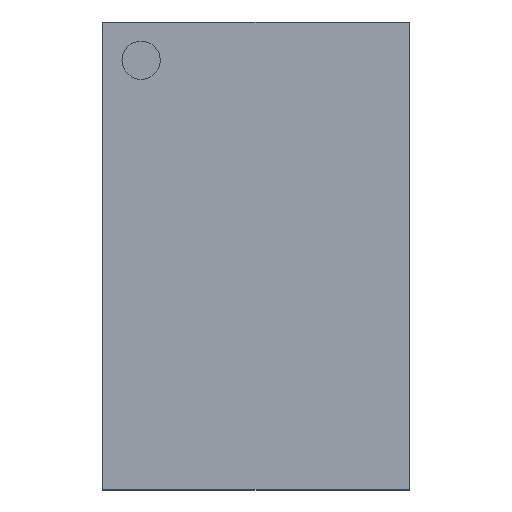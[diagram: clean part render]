
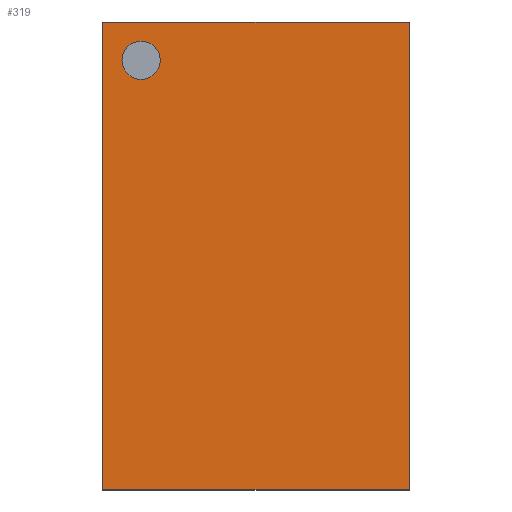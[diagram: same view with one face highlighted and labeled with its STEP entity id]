
A CAD part, top view. The second image highlights one B-rep face of the part: STEP entity #319.
In plain terms, the highlighted planar face has unit normal (0, 0, 1).
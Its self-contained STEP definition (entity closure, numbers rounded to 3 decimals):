
#130 = VERTEX_POINT('',#131);
#131 = CARTESIAN_POINT('',(-0.475,-0.725,0.625));
#138 = PLANE('',#139);
#139 = AXIS2_PLACEMENT_3D('',#140,#141,#142);
#140 = CARTESIAN_POINT('',(-0.475,-0.725,0.31));
#141 = DIRECTION('',(1.,0.,0.));
#142 = DIRECTION('',(0.,0.,1.));
#150 = PLANE('',#151);
#151 = AXIS2_PLACEMENT_3D('',#152,#153,#154);
#152 = CARTESIAN_POINT('',(-0.475,-0.725,0.31));
#153 = DIRECTION('',(0.,1.,0.));
#154 = DIRECTION('',(0.,0.,1.));
#191 = VERTEX_POINT('',#192);
#192 = CARTESIAN_POINT('',(-0.475,0.725,0.625));
#206 = PLANE('',#207);
#207 = AXIS2_PLACEMENT_3D('',#208,#209,#210);
#208 = CARTESIAN_POINT('',(-0.475,0.725,0.31));
#209 = DIRECTION('',(0.,1.,0.));
#210 = DIRECTION('',(0.,0.,1.));
#218 = EDGE_CURVE('',#130,#191,#219,.T.);
#219 = SURFACE_CURVE('',#220,(#224,#231),.PCURVE_S1.);
#220 = LINE('',#221,#222);
#221 = CARTESIAN_POINT('',(-0.475,-0.725,0.625));
#222 = VECTOR('',#223,1.);
#223 = DIRECTION('',(0.,1.,0.));
#224 = PCURVE('',#138,#225);
#225 = DEFINITIONAL_REPRESENTATION('',(#226),#230);
#226 = LINE('',#227,#228);
#227 = CARTESIAN_POINT('',(0.315,0.));
#228 = VECTOR('',#229,1.);
#229 = DIRECTION('',(0.,-1.));
#230 = ( GEOMETRIC_REPRESENTATION_CONTEXT(2) 
PARAMETRIC_REPRESENTATION_CONTEXT() REPRESENTATION_CONTEXT('2D SPACE',''
  ) );
#231 = PCURVE('',#232,#237);
#232 = PLANE('',#233);
#233 = AXIS2_PLACEMENT_3D('',#234,#235,#236);
#234 = CARTESIAN_POINT('',(-0.475,-0.725,0.625));
#235 = DIRECTION('',(0.,0.,1.));
#236 = DIRECTION('',(1.,0.,0.));
#237 = DEFINITIONAL_REPRESENTATION('',(#238),#242);
#238 = LINE('',#239,#240);
#239 = CARTESIAN_POINT('',(0.,0.));
#240 = VECTOR('',#241,1.);
#241 = DIRECTION('',(0.,1.));
#242 = ( GEOMETRIC_REPRESENTATION_CONTEXT(2) 
PARAMETRIC_REPRESENTATION_CONTEXT() REPRESENTATION_CONTEXT('2D SPACE',''
  ) );
#271 = EDGE_CURVE('',#130,#272,#274,.T.);
#272 = VERTEX_POINT('',#273);
#273 = CARTESIAN_POINT('',(0.475,-0.725,0.625));
#274 = SURFACE_CURVE('',#275,(#279,#286),.PCURVE_S1.);
#275 = LINE('',#276,#277);
#276 = CARTESIAN_POINT('',(-0.475,-0.725,0.625));
#277 = VECTOR('',#278,1.);
#278 = DIRECTION('',(1.,0.,0.));
#279 = PCURVE('',#150,#280);
#280 = DEFINITIONAL_REPRESENTATION('',(#281),#285);
#281 = LINE('',#282,#283);
#282 = CARTESIAN_POINT('',(0.315,0.));
#283 = VECTOR('',#284,1.);
#284 = DIRECTION('',(0.,1.));
#285 = ( GEOMETRIC_REPRESENTATION_CONTEXT(2) 
PARAMETRIC_REPRESENTATION_CONTEXT() REPRESENTATION_CONTEXT('2D SPACE',''
  ) );
#286 = PCURVE('',#232,#287);
#287 = DEFINITIONAL_REPRESENTATION('',(#288),#292);
#288 = LINE('',#289,#290);
#289 = CARTESIAN_POINT('',(0.,0.));
#290 = VECTOR('',#291,1.);
#291 = DIRECTION('',(1.,0.));
#292 = ( GEOMETRIC_REPRESENTATION_CONTEXT(2) 
PARAMETRIC_REPRESENTATION_CONTEXT() REPRESENTATION_CONTEXT('2D SPACE',''
  ) );
#308 = PLANE('',#309);
#309 = AXIS2_PLACEMENT_3D('',#310,#311,#312);
#310 = CARTESIAN_POINT('',(0.475,-0.725,0.31));
#311 = DIRECTION('',(1.,0.,0.));
#312 = DIRECTION('',(0.,0.,1.));
#319 = ADVANCED_FACE('',(#320,#368),#232,.T.);
#320 = FACE_BOUND('',#321,.T.);
#321 = EDGE_LOOP('',(#322,#323,#324,#347));
#322 = ORIENTED_EDGE('',*,*,#218,.F.);
#323 = ORIENTED_EDGE('',*,*,#271,.T.);
#324 = ORIENTED_EDGE('',*,*,#325,.T.);
#325 = EDGE_CURVE('',#272,#326,#328,.T.);
#326 = VERTEX_POINT('',#327);
#327 = CARTESIAN_POINT('',(0.475,0.725,0.625));
#328 = SURFACE_CURVE('',#329,(#333,#340),.PCURVE_S1.);
#329 = LINE('',#330,#331);
#330 = CARTESIAN_POINT('',(0.475,-0.725,0.625));
#331 = VECTOR('',#332,1.);
#332 = DIRECTION('',(0.,1.,0.));
#333 = PCURVE('',#232,#334);
#334 = DEFINITIONAL_REPRESENTATION('',(#335),#339);
#335 = LINE('',#336,#337);
#336 = CARTESIAN_POINT('',(0.95,0.));
#337 = VECTOR('',#338,1.);
#338 = DIRECTION('',(0.,1.));
#339 = ( GEOMETRIC_REPRESENTATION_CONTEXT(2) 
PARAMETRIC_REPRESENTATION_CONTEXT() REPRESENTATION_CONTEXT('2D SPACE',''
  ) );
#340 = PCURVE('',#308,#341);
#341 = DEFINITIONAL_REPRESENTATION('',(#342),#346);
#342 = LINE('',#343,#344);
#343 = CARTESIAN_POINT('',(0.315,0.));
#344 = VECTOR('',#345,1.);
#345 = DIRECTION('',(0.,-1.));
#346 = ( GEOMETRIC_REPRESENTATION_CONTEXT(2) 
PARAMETRIC_REPRESENTATION_CONTEXT() REPRESENTATION_CONTEXT('2D SPACE',''
  ) );
#347 = ORIENTED_EDGE('',*,*,#348,.F.);
#348 = EDGE_CURVE('',#191,#326,#349,.T.);
#349 = SURFACE_CURVE('',#350,(#354,#361),.PCURVE_S1.);
#350 = LINE('',#351,#352);
#351 = CARTESIAN_POINT('',(-0.475,0.725,0.625));
#352 = VECTOR('',#353,1.);
#353 = DIRECTION('',(1.,0.,0.));
#354 = PCURVE('',#232,#355);
#355 = DEFINITIONAL_REPRESENTATION('',(#356),#360);
#356 = LINE('',#357,#358);
#357 = CARTESIAN_POINT('',(0.,1.45));
#358 = VECTOR('',#359,1.);
#359 = DIRECTION('',(1.,0.));
#360 = ( GEOMETRIC_REPRESENTATION_CONTEXT(2) 
PARAMETRIC_REPRESENTATION_CONTEXT() REPRESENTATION_CONTEXT('2D SPACE',''
  ) );
#361 = PCURVE('',#206,#362);
#362 = DEFINITIONAL_REPRESENTATION('',(#363),#367);
#363 = LINE('',#364,#365);
#364 = CARTESIAN_POINT('',(0.315,0.));
#365 = VECTOR('',#366,1.);
#366 = DIRECTION('',(0.,1.));
#367 = ( GEOMETRIC_REPRESENTATION_CONTEXT(2) 
PARAMETRIC_REPRESENTATION_CONTEXT() REPRESENTATION_CONTEXT('2D SPACE',''
  ) );
#368 = FACE_BOUND('',#369,.T.);
#369 = EDGE_LOOP('',(#370));
#370 = ORIENTED_EDGE('',*,*,#371,.F.);
#371 = EDGE_CURVE('',#372,#372,#374,.T.);
#372 = VERTEX_POINT('',#373);
#373 = CARTESIAN_POINT('',(-0.297,0.606,0.625));
#374 = SURFACE_CURVE('',#375,(#380,#387),.PCURVE_S1.);
#375 = CIRCLE('',#376,0.059);
#376 = AXIS2_PLACEMENT_3D('',#377,#378,#379);
#377 = CARTESIAN_POINT('',(-0.356,0.606,0.625));
#378 = DIRECTION('',(0.,0.,1.));
#379 = DIRECTION('',(1.,0.,0.));
#380 = PCURVE('',#232,#381);
#381 = DEFINITIONAL_REPRESENTATION('',(#382),#386);
#382 = CIRCLE('',#383,0.059);
#383 = AXIS2_PLACEMENT_2D('',#384,#385);
#384 = CARTESIAN_POINT('',(0.119,1.331));
#385 = DIRECTION('',(1.,0.));
#386 = ( GEOMETRIC_REPRESENTATION_CONTEXT(2) 
PARAMETRIC_REPRESENTATION_CONTEXT() REPRESENTATION_CONTEXT('2D SPACE',''
  ) );
#387 = PCURVE('',#388,#393);
#388 = CYLINDRICAL_SURFACE('',#389,0.059);
#389 = AXIS2_PLACEMENT_3D('',#390,#391,#392);
#390 = CARTESIAN_POINT('',(-0.356,0.606,0.563));
#391 = DIRECTION('',(0.,0.,1.));
#392 = DIRECTION('',(1.,0.,0.));
#393 = DEFINITIONAL_REPRESENTATION('',(#394),#398);
#394 = LINE('',#395,#396);
#395 = CARTESIAN_POINT('',(0.,0.063));
#396 = VECTOR('',#397,1.);
#397 = DIRECTION('',(1.,0.));
#398 = ( GEOMETRIC_REPRESENTATION_CONTEXT(2) 
PARAMETRIC_REPRESENTATION_CONTEXT() REPRESENTATION_CONTEXT('2D SPACE',''
  ) );
